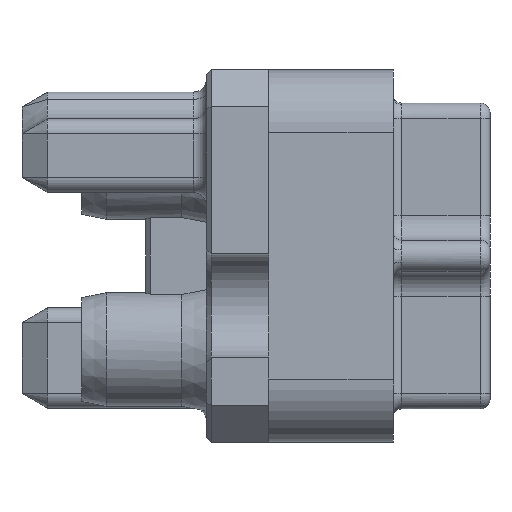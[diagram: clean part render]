
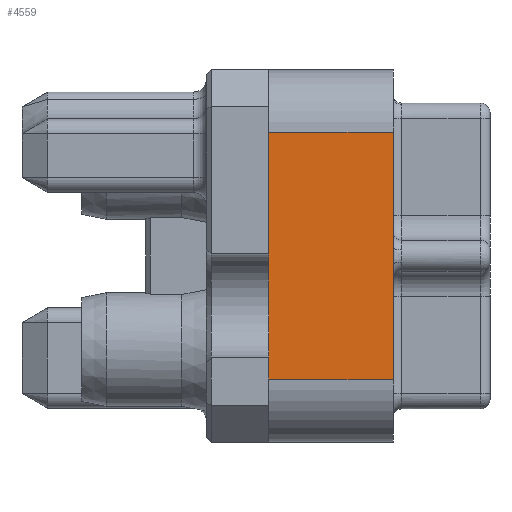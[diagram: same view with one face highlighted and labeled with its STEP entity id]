
A CAD part, left-side view. The second image highlights one B-rep face of the part: STEP entity #4559.
In plain terms, the highlighted planar face has unit normal (-1, 0, 0).
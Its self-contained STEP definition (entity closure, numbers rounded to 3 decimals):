
#1949 = LINE ( 'NONE', #30870, #2604 ) ;
#2604 = VECTOR ( 'NONE', #22372, 1000. ) ;
#3667 = VECTOR ( 'NONE', #35963, 1000. ) ;
#3978 = CARTESIAN_POINT ( 'NONE',  ( -19., -12.7, 12.6 ) ) ;
#4417 = LINE ( 'NONE', #20791, #12712 ) ;
#4430 = EDGE_LOOP ( 'NONE', ( #21109, #19130, #14329, #35998 ) ) ;
#4559 = ADVANCED_FACE ( 'NONE', ( #19957 ), #37199, .F. ) ;
#4890 = VERTEX_POINT ( 'NONE', #27927 ) ;
#4908 = EDGE_CURVE ( 'NONE', #14337, #28174, #36044, .T. ) ;
#5488 = AXIS2_PLACEMENT_3D ( 'NONE', #14435, #34644, #19987 ) ;
#11505 = LINE ( 'NONE', #24247, #3667 ) ;
#12396 = EDGE_CURVE ( 'NONE', #28174, #4890, #11505, .T. ) ;
#12712 = VECTOR ( 'NONE', #35941, 1000. ) ;
#14329 = ORIENTED_EDGE ( 'NONE', *, *, #4908, .F. ) ;
#14337 = VERTEX_POINT ( 'NONE', #35741 ) ;
#14435 = CARTESIAN_POINT ( 'NONE',  ( -19., -12.7, 12.6 ) ) ;
#15709 = EDGE_CURVE ( 'NONE', #27881, #4890, #4417, .T. ) ;
#17732 = CARTESIAN_POINT ( 'NONE',  ( -19., -12.7, -12.6 ) ) ;
#19130 = ORIENTED_EDGE ( 'NONE', *, *, #12396, .F. ) ;
#19957 = FACE_OUTER_BOUND ( 'NONE', #4430, .T. ) ;
#19987 = DIRECTION ( 'NONE',  ( 0., 0., -1. ) ) ;
#20738 = EDGE_CURVE ( 'NONE', #14337, #27881, #1949, .T. ) ;
#20791 = CARTESIAN_POINT ( 'NONE',  ( -19., 0., 12.6 ) ) ;
#21109 = ORIENTED_EDGE ( 'NONE', *, *, #15709, .T. ) ;
#21886 = DIRECTION ( 'NONE',  ( 0., 0., -1. ) ) ;
#22372 = DIRECTION ( 'NONE',  ( 0., 1., 0. ) ) ;
#24247 = CARTESIAN_POINT ( 'NONE',  ( -19., -12.7, -12.6 ) ) ;
#27881 = VERTEX_POINT ( 'NONE', #30483 ) ;
#27927 = CARTESIAN_POINT ( 'NONE',  ( -19., 0., -12.6 ) ) ;
#28174 = VERTEX_POINT ( 'NONE', #17732 ) ;
#30483 = CARTESIAN_POINT ( 'NONE',  ( -19., 0., 12.6 ) ) ;
#30870 = CARTESIAN_POINT ( 'NONE',  ( -19., -12.7, 12.6 ) ) ;
#34644 = DIRECTION ( 'NONE',  ( 1., 0., 0. ) ) ;
#35741 = CARTESIAN_POINT ( 'NONE',  ( -19., -12.7, 12.6 ) ) ;
#35941 = DIRECTION ( 'NONE',  ( 0., 0., -1. ) ) ;
#35963 = DIRECTION ( 'NONE',  ( 0., 1., 0. ) ) ;
#35998 = ORIENTED_EDGE ( 'NONE', *, *, #20738, .T. ) ;
#36044 = LINE ( 'NONE', #3978, #36961 ) ;
#36961 = VECTOR ( 'NONE', #21886, 1000. ) ;
#37199 = PLANE ( 'NONE',  #5488 ) ;
